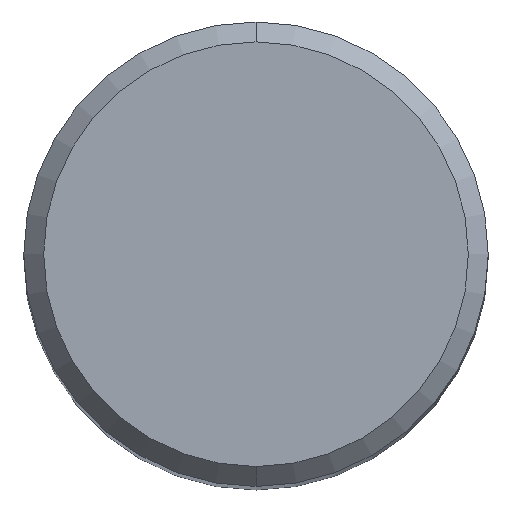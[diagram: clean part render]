
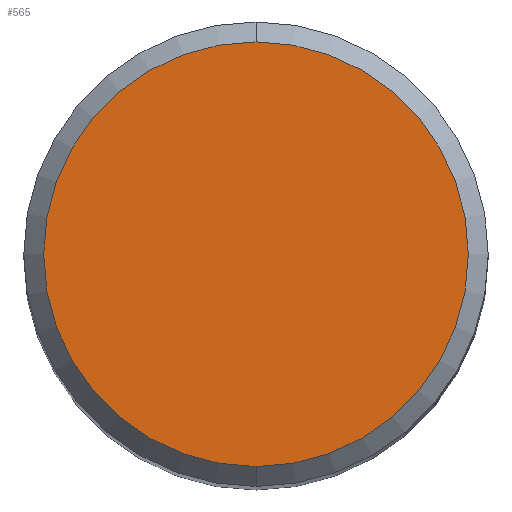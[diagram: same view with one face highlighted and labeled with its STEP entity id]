
A CAD part, top view. The second image highlights one B-rep face of the part: STEP entity #565.
In plain terms, the highlighted planar face has unit normal (0, 0, 1).
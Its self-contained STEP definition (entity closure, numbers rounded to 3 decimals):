
#317=VERTEX_POINT('',#888);
#565=ADVANCED_FACE('',(#1166),#1167,.T.);
#577=VERTEX_POINT('',#1182);
#595=EDGE_CURVE('',#577,#317,#1202,.T.);
#795=EDGE_CURVE('',#317,#577,#1413,.T.);
#888=CARTESIAN_POINT('',(0.,-6.4,0.0));
#1166=FACE_OUTER_BOUND('',#3580,.T.);
#1167=PLANE('',#3581);
#1182=CARTESIAN_POINT('',(0.0,6.4,0.0));
#1202=CIRCLE('',#3712,6.4);
#1413=CIRCLE('',#5887,6.4);
#3580=EDGE_LOOP('',(#6477,#6478));
#3581=AXIS2_PLACEMENT_3D('',#6479,#6480,#6481);
#3712=AXIS2_PLACEMENT_3D('',#6532,#6533,#6534);
#5887=AXIS2_PLACEMENT_3D('',#6683,#6684,#6685);
#6477=ORIENTED_EDGE('',*,*,#595,.F.);
#6478=ORIENTED_EDGE('',*,*,#795,.F.);
#6479=CARTESIAN_POINT('',(0.0,3.2,0.0));
#6480=DIRECTION('',(-0.0,0.0,1.0));
#6481=DIRECTION('',(0.0,-1.0,0.0));
#6532=CARTESIAN_POINT('',(0.0,0.0,0.0));
#6533=DIRECTION('',(0.0,0.0,-1.0));
#6534=DIRECTION('',(0.0,1.0,0.0));
#6683=CARTESIAN_POINT('',(0.0,0.0,0.0));
#6684=DIRECTION('',(0.0,0.0,-1.0));
#6685=DIRECTION('',(0.0,1.0,0.0));
